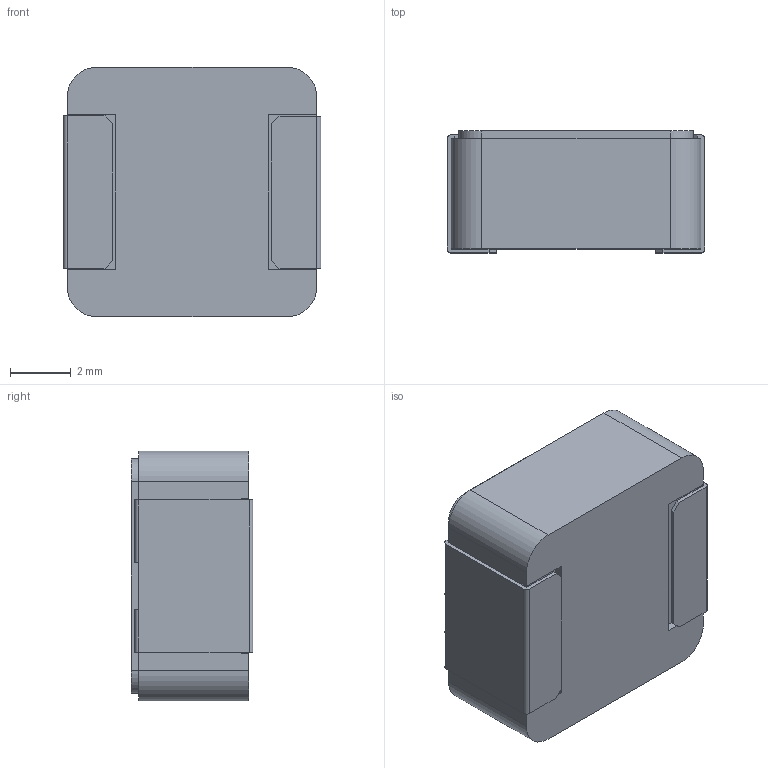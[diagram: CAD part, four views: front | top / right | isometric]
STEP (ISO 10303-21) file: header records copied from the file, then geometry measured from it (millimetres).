
FILE_DESCRIPTION (( 'STEP AP214' ), '1' );
FILE_NAME ('User Library-IHLP3232X400-1.STEP', '2025-02-06T18:41:23', ( '' ), ( '' ), 'SwSTEP 2.0', 'SolidWorks 2022', '' );
FILE_SCHEMA (( 'AUTOMOTIVE_DESIGN' ));
Length unit declared in the file: millimetre
Products named in the file (3): CLIP 400; BODY IHLP3232X400; User Library-IHLP3232X400-1
Assembly tree (3 placements, depth 2):
  User Library-IHLP3232X400-1
    BODY IHLP3232X400
    CLIP 400  x2
Bounding box: 8.45 x 4 x 8.2 mm (x, y, z)
Volume: 257.7 mm3; surface area: 374.1 mm2
Topology: 15 solids, 15 shells, 164 faces, 451 edges, 318 vertices
Faces by surface type: plane 144, cylinder 14, bspline 6
Entity records: 7136 total; most frequent: CARTESIAN_POINT 1848, ORIENTED_EDGE 784, DIRECTION 604, EDGE_CURVE 392, VERTEX_POINT 280, LINE 278, VECTOR 278, AXIS2_PLACEMENT_3D 163
